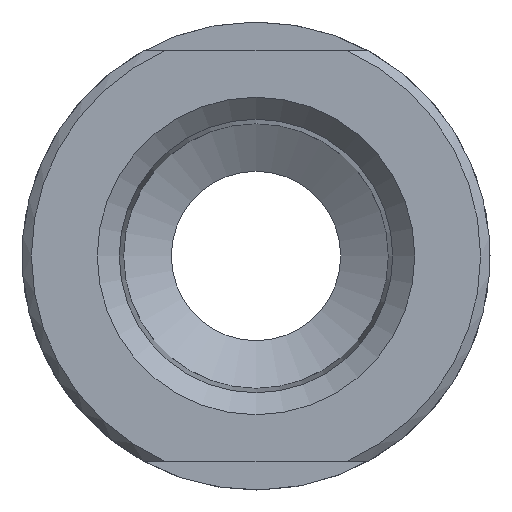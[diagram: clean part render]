
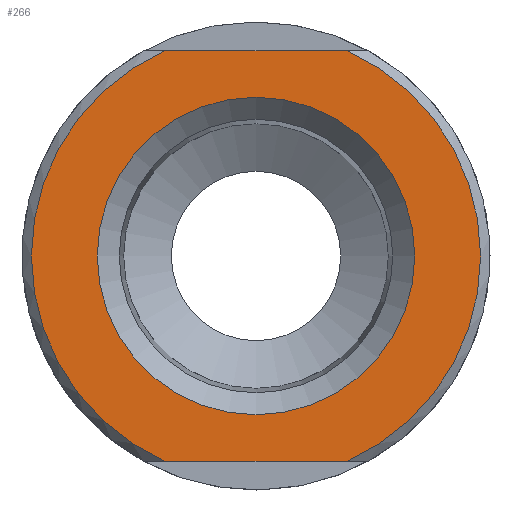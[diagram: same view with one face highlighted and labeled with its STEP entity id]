
A CAD part, left-side view. The second image highlights one B-rep face of the part: STEP entity #266.
In plain terms, the highlighted planar face has unit normal (-1, 0, 0).
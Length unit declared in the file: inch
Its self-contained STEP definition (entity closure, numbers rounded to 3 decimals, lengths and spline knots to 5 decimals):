
#81=CARTESIAN_POINT('',(0.,0.38829,-0.8725));
#82=VERTEX_POINT('',#81);
#120=CARTESIAN_POINT('',(0.,-0.38829,-0.8725));
#121=VERTEX_POINT('',#120);
#135=CARTESIAN_POINT('',(0.,0.38829,-0.8725));
#136=DIRECTION('',(0.0,-1.0,0.0));
#137=VECTOR('',#136,0.77658);
#138=LINE('',#135,#137);
#139=EDGE_CURVE('',#82,#121,#138,.T.);
#151=CARTESIAN_POINT('',(0.,-0.38829,0.8725));
#152=VERTEX_POINT('',#151);
#190=CARTESIAN_POINT('',(0.,0.38829,0.8725));
#191=VERTEX_POINT('',#190);
#205=CARTESIAN_POINT('',(0.,-0.38829,0.8725));
#206=DIRECTION('',(0.0,1.0,0.0));
#207=VECTOR('',#206,0.77658);
#208=LINE('',#205,#207);
#209=EDGE_CURVE('',#152,#191,#208,.T.);
#228=CARTESIAN_POINT('',(0.0,0.0,0.0));
#229=DIRECTION('',(1.0,0.0,0.0));
#230=DIRECTION('',(0.0,1.0,0.0));
#231=AXIS2_PLACEMENT_3D('',#228,#229,#230);
#232=CIRCLE('',#231,0.955);
#233=EDGE_CURVE('',#152,#121,#232,.T.);
#238=CARTESIAN_POINT('',(0.,0.4775,0.0));
#239=DIRECTION('',(-1.0,0.0,0.0));
#240=DIRECTION('',(0.0,0.0,1.0));
#241=AXIS2_PLACEMENT_3D('',#238,#239,#240);
#242=PLANE('',#241);
#243=ORIENTED_EDGE('',*,*,#139,.T.);
#244=ORIENTED_EDGE('',*,*,#233,.F.);
#245=ORIENTED_EDGE('',*,*,#209,.T.);
#246=CARTESIAN_POINT('',(0.0,0.0,0.0));
#247=DIRECTION('',(1.0,0.0,0.0));
#248=DIRECTION('',(0.0,1.0,0.0));
#249=AXIS2_PLACEMENT_3D('',#246,#247,#248);
#250=CIRCLE('',#249,0.955);
#251=EDGE_CURVE('',#82,#191,#250,.T.);
#252=ORIENTED_EDGE('',*,*,#251,.F.);
#253=EDGE_LOOP('',(#243,#244,#245,#252));
#254=FACE_OUTER_BOUND('',#253,.T.);
#255=CARTESIAN_POINT('',(0.,-0.675,0.0));
#256=VERTEX_POINT('',#255);
#257=CARTESIAN_POINT('',(0.,0.0,0.0));
#258=DIRECTION('',(1.0,0.0,0.0));
#259=DIRECTION('',(0.0,-1.0,0.0));
#260=AXIS2_PLACEMENT_3D('',#257,#258,#259);
#261=CIRCLE('',#260,0.675);
#262=EDGE_CURVE('',#256,#256,#261,.T.);
#263=ORIENTED_EDGE('',*,*,#262,.T.);
#264=EDGE_LOOP('',(#263));
#265=FACE_BOUND('',#264,.T.);
#266=ADVANCED_FACE('',(#254,#265),#242,.T.);
